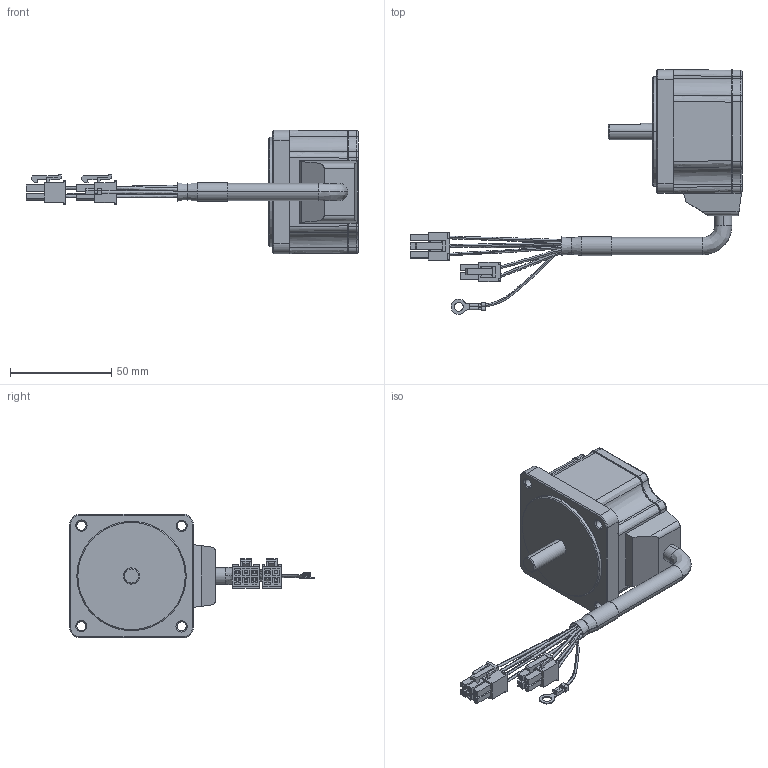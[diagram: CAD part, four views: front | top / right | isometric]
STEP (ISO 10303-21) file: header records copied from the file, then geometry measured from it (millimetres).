
FILE_DESCRIPTION (( 'STEP AP203' ), '1' );
FILE_NAME ('P91-MO-060-01-R00.STEP', '2017-06-12T10:08:39', ( '' ), ( '' ), 'SwSTEP 2.0', 'SolidWorks 2013', '' );
FILE_SCHEMA (( 'CONFIG_CONTROL_DESIGN' ));
Length unit declared in the file: millimetre
Products named in the file (6): 葭攪嘐割; P91-MO-060-01-R00; CABLE1; 5557-06R; 5557-04R
Assembly tree (5 placements, depth 2):
  P91-MO-060-01-R00
    P91-MO-060-01-R00
    CABLE1
    5557-06R
    5557-04R
    葭攪嘐割
Bounding box: 163.85 x 120.79 x 61.1 mm (x, y, z)
Volume: 158671.4 mm3; surface area: 35764.8 mm2
Topology: 5 solids, 14 shells, 753 faces, 1987 edges, 1283 vertices
Faces by surface type: plane 555, cylinder 126, bspline 47, cone 25
Entity records: 28448 total; most frequent: CARTESIAN_POINT 9208, ORIENTED_EDGE 3974, DIRECTION 3632, EDGE_CURVE 1987, LINE 1590, VECTOR 1590, VERTEX_POINT 1283, AXIS2_PLACEMENT_3D 1021
